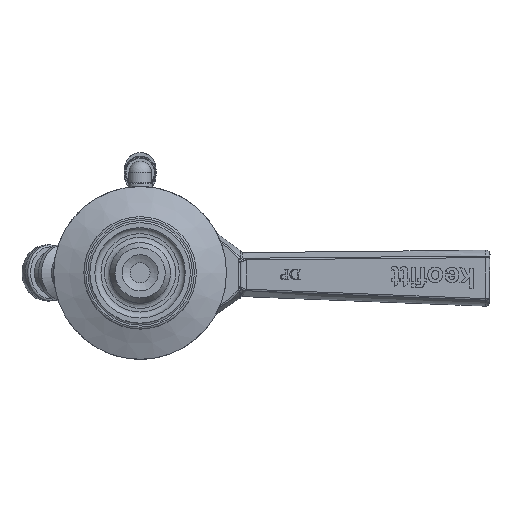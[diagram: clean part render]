
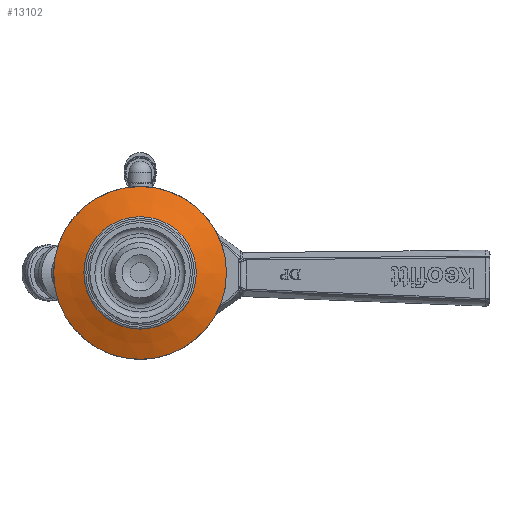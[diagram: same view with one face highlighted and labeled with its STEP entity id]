
A CAD part, front view. The second image highlights one B-rep face of the part: STEP entity #13102.
In plain terms, the highlighted conical face has half-angle 68.199 degrees and reference radius 17.75 mm.
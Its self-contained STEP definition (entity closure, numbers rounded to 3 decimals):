
#323=CONICAL_SURFACE('',#14132,17.75,1.19);
#855=LINE('',#19326,#1714);
#1714=VECTOR('',#15787,17.75);
#3201=FACE_OUTER_BOUND('',#3952,.T.);
#3952=EDGE_LOOP('',(#9288,#9289,#9290,#9291,#9292,#9293));
#4770=CIRCLE('',#14045,21.5);
#4771=CIRCLE('',#14046,21.5);
#4832=CIRCLE('',#14130,14.);
#4833=CIRCLE('',#14131,14.);
#5397=VERTEX_POINT('',#19141);
#5398=VERTEX_POINT('',#19143);
#5452=VERTEX_POINT('',#19320);
#5453=VERTEX_POINT('',#19321);
#6807=EDGE_CURVE('',#5397,#5398,#4770,.T.);
#6808=EDGE_CURVE('',#5398,#5397,#4771,.T.);
#6880=EDGE_CURVE('',#5452,#5453,#4832,.T.);
#6881=EDGE_CURVE('',#5453,#5452,#4833,.T.);
#6883=EDGE_CURVE('',#5397,#5453,#855,.T.);
#9288=ORIENTED_EDGE('',*,*,#6808,.F.);
#9289=ORIENTED_EDGE('',*,*,#6807,.F.);
#9290=ORIENTED_EDGE('',*,*,#6883,.T.);
#9291=ORIENTED_EDGE('',*,*,#6881,.T.);
#9292=ORIENTED_EDGE('',*,*,#6880,.T.);
#9293=ORIENTED_EDGE('',*,*,#6883,.F.);
#13102=ADVANCED_FACE('',(#3201),#323,.T.);
#14045=AXIS2_PLACEMENT_3D('',#19144,#15599,#15600);
#14046=AXIS2_PLACEMENT_3D('',#19145,#15601,#15602);
#14130=AXIS2_PLACEMENT_3D('',#19322,#15780,#15781);
#14131=AXIS2_PLACEMENT_3D('',#19323,#15782,#15783);
#14132=AXIS2_PLACEMENT_3D('',#19325,#15785,#15786);
#15599=DIRECTION('center_axis',(0.,1.,0.));
#15600=DIRECTION('ref_axis',(-1.,0.,0.));
#15601=DIRECTION('center_axis',(0.,1.,0.));
#15602=DIRECTION('ref_axis',(-1.,0.,0.));
#15780=DIRECTION('center_axis',(0.,1.,0.));
#15781=DIRECTION('ref_axis',(-1.,0.,0.));
#15782=DIRECTION('center_axis',(0.,1.,0.));
#15783=DIRECTION('ref_axis',(-1.,0.,0.));
#15785=DIRECTION('center_axis',(0.,1.,0.));
#15786=DIRECTION('ref_axis',(-1.,0.,0.));
#15787=DIRECTION('',(-0.928,-0.371,0.));
#19141=CARTESIAN_POINT('',(21.5,15.,0.));
#19143=CARTESIAN_POINT('',(-21.5,15.,0.));
#19144=CARTESIAN_POINT('Origin',(0.,15.,0.));
#19145=CARTESIAN_POINT('Origin',(0.,15.,0.));
#19320=CARTESIAN_POINT('',(-14.,12.,0.));
#19321=CARTESIAN_POINT('',(14.,12.,0.));
#19322=CARTESIAN_POINT('Origin',(0.,12.,0.));
#19323=CARTESIAN_POINT('Origin',(0.,12.,0.));
#19325=CARTESIAN_POINT('Origin',(0.,13.5,0.));
#19326=CARTESIAN_POINT('',(17.75,13.5,0.));
